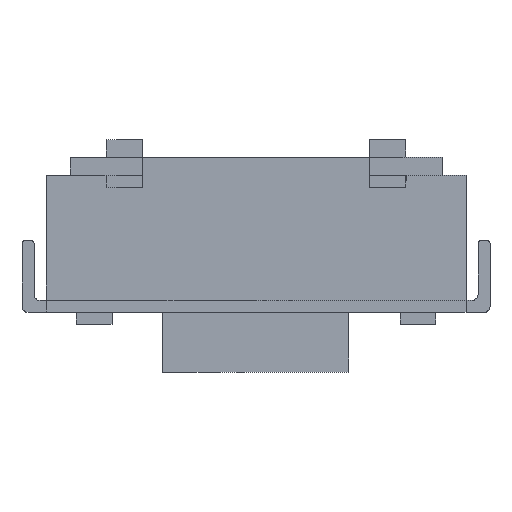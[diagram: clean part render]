
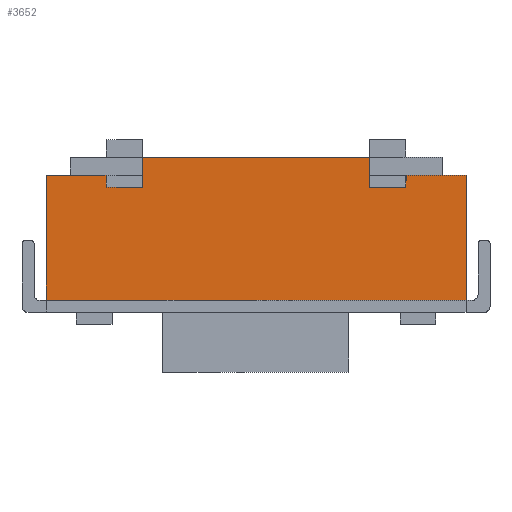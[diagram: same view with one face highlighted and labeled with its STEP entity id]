
A CAD part, top view. The second image highlights one B-rep face of the part: STEP entity #3652.
In plain terms, the highlighted planar face has unit normal (0, 0, 1).
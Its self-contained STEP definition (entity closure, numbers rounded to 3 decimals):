
#3 = VECTOR ( 'NONE', #998, 1000. ) ;
#32 = DIRECTION ( 'NONE',  ( 0., 1., 0. ) ) ;
#48 = EDGE_CURVE ( 'NONE', #347, #1494, #518, .T. ) ;
#60 = CARTESIAN_POINT ( 'NONE',  ( 2.5, 0.69, 3.5 ) ) ;
#80 = DIRECTION ( 'NONE',  ( 1., 0., 0. ) ) ;
#83 = VECTOR ( 'NONE', #521, 1000. ) ;
#138 = LINE ( 'NONE', #1343, #3 ) ;
#143 = EDGE_CURVE ( 'NONE', #3544, #2450, #3091, .T. ) ;
#154 = ORIENTED_EDGE ( 'NONE', *, *, #143, .F. ) ;
#161 = VERTEX_POINT ( 'NONE', #60 ) ;
#168 = EDGE_CURVE ( 'NONE', #2796, #3651, #3336, .T. ) ;
#187 = LINE ( 'NONE', #3562, #3255 ) ;
#199 = DIRECTION ( 'NONE',  ( 1., 0., 0. ) ) ;
#221 = EDGE_CURVE ( 'NONE', #161, #347, #138, .T. ) ;
#242 = CARTESIAN_POINT ( 'NONE',  ( 0., 0., 3.5 ) ) ;
#347 = VERTEX_POINT ( 'NONE', #2899 ) ;
#349 = CARTESIAN_POINT ( 'NONE',  ( 1.9, 0.69, 3.5 ) ) ;
#375 = CARTESIAN_POINT ( 'NONE',  ( -3.5, 0.89, 3.5 ) ) ;
#461 = DIRECTION ( 'NONE',  ( 0., -1., 0. ) ) ;
#518 = LINE ( 'NONE', #3921, #3048 ) ;
#521 = DIRECTION ( 'NONE',  ( 1., 0., 0. ) ) ;
#623 = EDGE_CURVE ( 'NONE', #882, #3438, #895, .T. ) ;
#668 = EDGE_CURVE ( 'NONE', #700, #2796, #2730, .T. ) ;
#695 = VECTOR ( 'NONE', #1263, 1000. ) ;
#700 = VERTEX_POINT ( 'NONE', #349 ) ;
#813 = CARTESIAN_POINT ( 'NONE',  ( -2.5, 0.69, 3.5 ) ) ;
#824 = PLANE ( 'NONE',  #2452 ) ;
#882 = VERTEX_POINT ( 'NONE', #1293 ) ;
#895 = LINE ( 'NONE', #3021, #2046 ) ;
#923 = ORIENTED_EDGE ( 'NONE', *, *, #3263, .F. ) ;
#951 = EDGE_CURVE ( 'NONE', #3544, #882, #187, .T. ) ;
#985 = DIRECTION ( 'NONE',  ( 0., 1., 0. ) ) ;
#998 = DIRECTION ( 'NONE',  ( 0., 1., 0. ) ) ;
#1263 = DIRECTION ( 'NONE',  ( -1., 0., 0. ) ) ;
#1270 = EDGE_CURVE ( 'NONE', #3779, #2450, #3557, .T. ) ;
#1293 = CARTESIAN_POINT ( 'NONE',  ( -3.5, -1.19, 3.5 ) ) ;
#1343 = CARTESIAN_POINT ( 'NONE',  ( 2.5, 0.69, 3.5 ) ) ;
#1476 = VECTOR ( 'NONE', #2597, 1000. ) ;
#1494 = VERTEX_POINT ( 'NONE', #3567 ) ;
#1592 = EDGE_CURVE ( 'NONE', #700, #161, #2598, .T. ) ;
#1628 = LINE ( 'NONE', #3450, #2573 ) ;
#1636 = ORIENTED_EDGE ( 'NONE', *, *, #951, .T. ) ;
#1676 = EDGE_CURVE ( 'NONE', #3779, #2895, #3905, .T. ) ;
#1773 = ORIENTED_EDGE ( 'NONE', *, *, #668, .T. ) ;
#1857 = ORIENTED_EDGE ( 'NONE', *, *, #2373, .T. ) ;
#1913 = ORIENTED_EDGE ( 'NONE', *, *, #1270, .T. ) ;
#1942 = ORIENTED_EDGE ( 'NONE', *, *, #623, .T. ) ;
#1972 = DIRECTION ( 'NONE',  ( 0., 1., 0. ) ) ;
#2046 = VECTOR ( 'NONE', #2420, 1000. ) ;
#2066 = DIRECTION ( 'NONE',  ( 1., 0., 0. ) ) ;
#2121 = CARTESIAN_POINT ( 'NONE',  ( 3.5, -1.19, 3.5 ) ) ;
#2196 = EDGE_LOOP ( 'NONE', ( #154, #1636, #1942, #1857, #3157, #3145, #3860, #1773, #3108, #923, #3153, #1913 ) ) ;
#2200 = CARTESIAN_POINT ( 'NONE',  ( -3.5, 0.89, 3.5 ) ) ;
#2241 = CARTESIAN_POINT ( 'NONE',  ( 2.5, 0.69, 3.5 ) ) ;
#2350 = CARTESIAN_POINT ( 'NONE',  ( 3.5, 1.19, 3.5 ) ) ;
#2373 = EDGE_CURVE ( 'NONE', #3438, #1494, #2672, .T. ) ;
#2410 = CARTESIAN_POINT ( 'NONE',  ( -2.5, 0.89, 3.5 ) ) ;
#2420 = DIRECTION ( 'NONE',  ( 1., 0., 0. ) ) ;
#2422 = CARTESIAN_POINT ( 'NONE',  ( 1.9, 1.19, 3.5 ) ) ;
#2450 = VERTEX_POINT ( 'NONE', #2410 ) ;
#2452 = AXIS2_PLACEMENT_3D ( 'NONE', #242, #3856, #199 ) ;
#2507 = CARTESIAN_POINT ( 'NONE',  ( -1.9, 0.69, 3.5 ) ) ;
#2573 = VECTOR ( 'NONE', #985, 1000. ) ;
#2597 = DIRECTION ( 'NONE',  ( 0., 1., 0. ) ) ;
#2598 = LINE ( 'NONE', #2241, #3513 ) ;
#2615 = VECTOR ( 'NONE', #32, 1000. ) ;
#2672 = LINE ( 'NONE', #2350, #3777 ) ;
#2730 = LINE ( 'NONE', #3678, #2615 ) ;
#2732 = CARTESIAN_POINT ( 'NONE',  ( -2.5, 0.69, 3.5 ) ) ;
#2796 = VERTEX_POINT ( 'NONE', #2422 ) ;
#2895 = VERTEX_POINT ( 'NONE', #2507 ) ;
#2899 = CARTESIAN_POINT ( 'NONE',  ( 2.5, 0.89, 3.5 ) ) ;
#2990 = CARTESIAN_POINT ( 'NONE',  ( -2.5, 0.69, 3.5 ) ) ;
#3021 = CARTESIAN_POINT ( 'NONE',  ( -3.5, -1.19, 3.5 ) ) ;
#3048 = VECTOR ( 'NONE', #2066, 1000. ) ;
#3091 = LINE ( 'NONE', #375, #3570 ) ;
#3108 = ORIENTED_EDGE ( 'NONE', *, *, #168, .T. ) ;
#3145 = ORIENTED_EDGE ( 'NONE', *, *, #221, .F. ) ;
#3153 = ORIENTED_EDGE ( 'NONE', *, *, #1676, .F. ) ;
#3157 = ORIENTED_EDGE ( 'NONE', *, *, #48, .F. ) ;
#3255 = VECTOR ( 'NONE', #461, 1000. ) ;
#3263 = EDGE_CURVE ( 'NONE', #2895, #3651, #1628, .T. ) ;
#3336 = LINE ( 'NONE', #3391, #695 ) ;
#3391 = CARTESIAN_POINT ( 'NONE',  ( -3.5, 1.19, 3.5 ) ) ;
#3438 = VERTEX_POINT ( 'NONE', #2121 ) ;
#3450 = CARTESIAN_POINT ( 'NONE',  ( -1.9, 0.69, 3.5 ) ) ;
#3513 = VECTOR ( 'NONE', #3817, 1000. ) ;
#3544 = VERTEX_POINT ( 'NONE', #2200 ) ;
#3557 = LINE ( 'NONE', #813, #1476 ) ;
#3562 = CARTESIAN_POINT ( 'NONE',  ( -3.5, 1.19, 3.5 ) ) ;
#3567 = CARTESIAN_POINT ( 'NONE',  ( 3.5, 0.89, 3.5 ) ) ;
#3570 = VECTOR ( 'NONE', #80, 1000. ) ;
#3571 = FACE_OUTER_BOUND ( 'NONE', #2196, .T. ) ;
#3651 = VERTEX_POINT ( 'NONE', #3810 ) ;
#3652 = ADVANCED_FACE ( 'NONE', ( #3571 ), #824, .T. ) ;
#3678 = CARTESIAN_POINT ( 'NONE',  ( 1.9, 0.69, 3.5 ) ) ;
#3777 = VECTOR ( 'NONE', #1972, 1000. ) ;
#3779 = VERTEX_POINT ( 'NONE', #2732 ) ;
#3810 = CARTESIAN_POINT ( 'NONE',  ( -1.9, 1.19, 3.5 ) ) ;
#3817 = DIRECTION ( 'NONE',  ( 1., 0., 0. ) ) ;
#3856 = DIRECTION ( 'NONE',  ( 0., 0., 1. ) ) ;
#3860 = ORIENTED_EDGE ( 'NONE', *, *, #1592, .F. ) ;
#3905 = LINE ( 'NONE', #2990, #83 ) ;
#3921 = CARTESIAN_POINT ( 'NONE',  ( 3.5, 0.89, 3.5 ) ) ;
